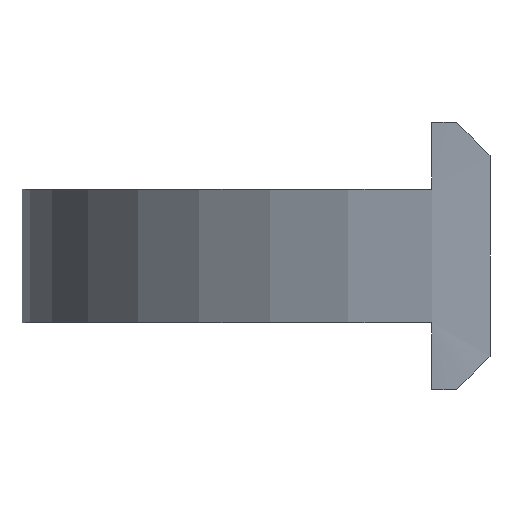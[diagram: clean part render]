
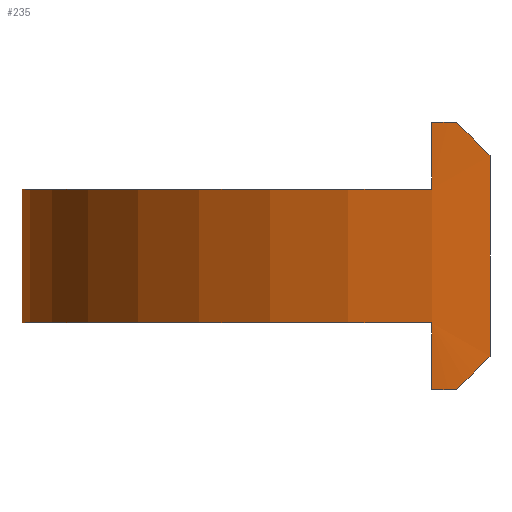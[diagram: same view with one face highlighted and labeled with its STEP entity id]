
A CAD part, left-side view. The second image highlights one B-rep face of the part: STEP entity #235.
In plain terms, the highlighted cylindrical face has radius 30 mm (diameter 60 mm), a partial arc.
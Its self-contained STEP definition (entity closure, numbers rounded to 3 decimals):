
#73=CARTESIAN_POINT('',(-29.933,2.,-6.));
#74=VERTEX_POINT('',#73);
#75=CARTESIAN_POINT('',(-29.732,4.,-8.0));
#76=VERTEX_POINT('',#75);
#77=CARTESIAN_POINT('',(0.0,0.0,-4.));
#78=DIRECTION('',(0.,-0.707,-0.707));
#79=DIRECTION('',(0.0,0.707,-0.707));
#80=AXIS2_PLACEMENT_3D('',#77,#78,#79);
#81=ELLIPSE('',#80,42.426,30.);
#82=EDGE_CURVE('',#74,#76,#81,.T.);
#84=CARTESIAN_POINT('',(29.732,4.,-8.0));
#85=VERTEX_POINT('',#84);
#92=CARTESIAN_POINT('',(29.933,2.,-6.));
#93=VERTEX_POINT('',#92);
#94=CARTESIAN_POINT('',(0.0,0.0,-4.));
#95=DIRECTION('',(0.,-0.707,-0.707));
#96=DIRECTION('',(0.0,0.707,-0.707));
#97=AXIS2_PLACEMENT_3D('',#94,#95,#96);
#98=ELLIPSE('',#97,42.426,30.);
#99=EDGE_CURVE('',#85,#93,#98,.T.);
#110=CARTESIAN_POINT('',(0.0,0.0,0.0));
#111=DIRECTION('',(0.0,0.0,1.0));
#112=DIRECTION('',(1.0,0.0,0.0));
#113=AXIS2_PLACEMENT_3D('',#110,#111,#112);
#114=CYLINDRICAL_SURFACE('',#113,30.0);
#115=ORIENTED_EDGE('',*,*,#99,.F.);
#116=CARTESIAN_POINT('',(29.492,5.5,-8.0));
#117=VERTEX_POINT('',#116);
#118=CARTESIAN_POINT('',(0.0,0.0,-8.0));
#119=DIRECTION('',(0.0,0.0,1.0));
#120=DIRECTION('',(1.0,0.0,0.0));
#121=AXIS2_PLACEMENT_3D('',#118,#119,#120);
#122=CIRCLE('',#121,30.0);
#123=EDGE_CURVE('',#85,#117,#122,.T.);
#124=ORIENTED_EDGE('',*,*,#123,.T.);
#125=CARTESIAN_POINT('',(29.492,5.5,-4.0));
#126=VERTEX_POINT('',#125);
#127=CARTESIAN_POINT('',(29.492,5.5,-8.0));
#128=DIRECTION('',(0.0,0.0,1.0));
#129=VECTOR('',#128,4.0);
#130=LINE('',#127,#129);
#131=EDGE_CURVE('',#117,#126,#130,.T.);
#132=ORIENTED_EDGE('',*,*,#131,.T.);
#133=CARTESIAN_POINT('',(-29.492,5.5,-4.0));
#134=VERTEX_POINT('',#133);
#135=CARTESIAN_POINT('',(0.0,0.0,-4.0));
#136=DIRECTION('',(0.0,0.0,1.0));
#137=DIRECTION('',(1.0,0.0,0.0));
#138=AXIS2_PLACEMENT_3D('',#135,#136,#137);
#139=CIRCLE('',#138,30.0);
#140=EDGE_CURVE('',#126,#134,#139,.T.);
#141=ORIENTED_EDGE('',*,*,#140,.T.);
#142=CARTESIAN_POINT('',(-29.492,5.5,-8.0));
#143=VERTEX_POINT('',#142);
#144=CARTESIAN_POINT('',(-29.492,5.5,-4.0));
#145=DIRECTION('',(0.0,0.0,-1.0));
#146=VECTOR('',#145,4.0);
#147=LINE('',#144,#146);
#148=EDGE_CURVE('',#134,#143,#147,.T.);
#149=ORIENTED_EDGE('',*,*,#148,.T.);
#150=CARTESIAN_POINT('',(0.0,0.0,-8.0));
#151=DIRECTION('',(0.0,0.0,1.0));
#152=DIRECTION('',(1.0,0.0,0.0));
#153=AXIS2_PLACEMENT_3D('',#150,#151,#152);
#154=CIRCLE('',#153,30.0);
#155=EDGE_CURVE('',#143,#76,#154,.T.);
#156=ORIENTED_EDGE('',*,*,#155,.T.);
#157=ORIENTED_EDGE('',*,*,#82,.F.);
#158=CARTESIAN_POINT('',(-29.933,2.,6.));
#159=VERTEX_POINT('',#158);
#160=CARTESIAN_POINT('',(-29.933,2.,-6.));
#161=DIRECTION('',(0.0,0.0,1.0));
#162=VECTOR('',#161,12.);
#163=LINE('',#160,#162);
#164=EDGE_CURVE('',#74,#159,#163,.T.);
#165=ORIENTED_EDGE('',*,*,#164,.T.);
#166=CARTESIAN_POINT('',(-29.732,4.,8.0));
#167=VERTEX_POINT('',#166);
#168=CARTESIAN_POINT('',(0.0,0.0,4.));
#169=DIRECTION('',(0.,-0.707,0.707));
#170=DIRECTION('',(0.0,0.707,0.707));
#171=AXIS2_PLACEMENT_3D('',#168,#169,#170);
#172=ELLIPSE('',#171,42.426,30.);
#173=EDGE_CURVE('',#167,#159,#172,.T.);
#174=ORIENTED_EDGE('',*,*,#173,.F.);
#175=CARTESIAN_POINT('',(-29.492,5.5,8.0));
#176=VERTEX_POINT('',#175);
#177=CARTESIAN_POINT('',(0.0,0.0,8.0));
#178=DIRECTION('',(0.0,0.0,-1.0));
#179=DIRECTION('',(1.0,0.0,0.0));
#180=AXIS2_PLACEMENT_3D('',#177,#178,#179);
#181=CIRCLE('',#180,30.0);
#182=EDGE_CURVE('',#167,#176,#181,.T.);
#183=ORIENTED_EDGE('',*,*,#182,.T.);
#184=CARTESIAN_POINT('',(-29.492,5.5,4.0));
#185=VERTEX_POINT('',#184);
#186=CARTESIAN_POINT('',(-29.492,5.5,8.0));
#187=DIRECTION('',(0.0,0.0,-1.0));
#188=VECTOR('',#187,4.0);
#189=LINE('',#186,#188);
#190=EDGE_CURVE('',#176,#185,#189,.T.);
#191=ORIENTED_EDGE('',*,*,#190,.T.);
#192=CARTESIAN_POINT('',(29.492,5.5,4.0));
#193=VERTEX_POINT('',#192);
#194=CARTESIAN_POINT('',(0.0,0.0,4.0));
#195=DIRECTION('',(0.0,0.0,-1.0));
#196=DIRECTION('',(1.0,0.0,0.0));
#197=AXIS2_PLACEMENT_3D('',#194,#195,#196);
#198=CIRCLE('',#197,30.0);
#199=EDGE_CURVE('',#185,#193,#198,.T.);
#200=ORIENTED_EDGE('',*,*,#199,.T.);
#201=CARTESIAN_POINT('',(29.492,5.5,8.0));
#202=VERTEX_POINT('',#201);
#203=CARTESIAN_POINT('',(29.492,5.5,4.0));
#204=DIRECTION('',(0.0,0.0,1.0));
#205=VECTOR('',#204,4.0);
#206=LINE('',#203,#205);
#207=EDGE_CURVE('',#193,#202,#206,.T.);
#208=ORIENTED_EDGE('',*,*,#207,.T.);
#209=CARTESIAN_POINT('',(29.732,4.,8.0));
#210=VERTEX_POINT('',#209);
#211=CARTESIAN_POINT('',(0.0,0.0,8.0));
#212=DIRECTION('',(0.0,0.0,-1.0));
#213=DIRECTION('',(1.0,0.0,0.0));
#214=AXIS2_PLACEMENT_3D('',#211,#212,#213);
#215=CIRCLE('',#214,30.0);
#216=EDGE_CURVE('',#202,#210,#215,.T.);
#217=ORIENTED_EDGE('',*,*,#216,.T.);
#218=CARTESIAN_POINT('',(29.933,2.,6.));
#219=VERTEX_POINT('',#218);
#220=CARTESIAN_POINT('',(0.0,0.0,4.));
#221=DIRECTION('',(0.,-0.707,0.707));
#222=DIRECTION('',(0.0,0.707,0.707));
#223=AXIS2_PLACEMENT_3D('',#220,#221,#222);
#224=ELLIPSE('',#223,42.426,30.);
#225=EDGE_CURVE('',#219,#210,#224,.T.);
#226=ORIENTED_EDGE('',*,*,#225,.F.);
#227=CARTESIAN_POINT('',(29.933,2.,6.));
#228=DIRECTION('',(0.0,0.0,-1.0));
#229=VECTOR('',#228,12.);
#230=LINE('',#227,#229);
#231=EDGE_CURVE('',#219,#93,#230,.T.);
#232=ORIENTED_EDGE('',*,*,#231,.T.);
#233=EDGE_LOOP('',(#115,#124,#132,#141,#149,#156,#157,#165,#174,#183,#191,#200,#208,#217,#226,#232));
#234=FACE_OUTER_BOUND('',#233,.T.);
#235=ADVANCED_FACE('',(#234),#114,.T.);
